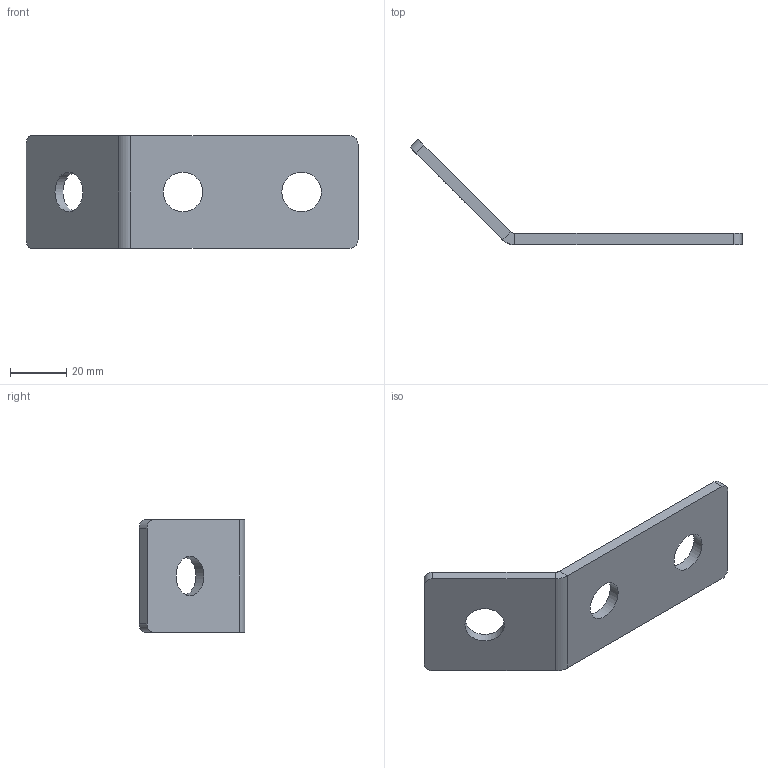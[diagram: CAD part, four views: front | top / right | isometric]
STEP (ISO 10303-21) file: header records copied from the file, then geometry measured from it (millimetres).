
FILE_DESCRIPTION(/* description */ (''),/* implementation_level */ '2;1');
FILE_NAME(/* name */ '308210 USG45-3.ipt.stp',/* time_stamp */ '2023-05-16T17:46:27+03:00',/* author */ ('Man88'),/* organization */ (''),/* preprocessor_version */ 'ST-DEVELOPER v19.2',/* originating_system */ 'Autodesk Inventor 2023',/* authorisation */ '');
FILE_SCHEMA (('AUTOMOTIVE_DESIGN { 1 0 10303 214 3 1 1 }'));
Length unit declared in the file: millimetre
Products named in the file (1): Уголок удлиненный 
(3 отверстия), USG3
Bounding box: 117.65 x 37.48 x 40 mm (x, y, z)
Volume: 18949.2 mm3; surface area: 11343.2 mm2
Topology: 1 solids, 1 shells, 21 faces, 49 edges, 30 vertices
Faces by surface type: plane 12, cylinder 9
Full cylindrical faces by diameter (mm): 14 x3
Entity records: 652 total; most frequent: DIRECTION 111, CARTESIAN_POINT 101, ORIENTED_EDGE 98, EDGE_CURVE 49, AXIS2_PLACEMENT_3D 40, LINE 31, VECTOR 31, VERTEX_POINT 30
